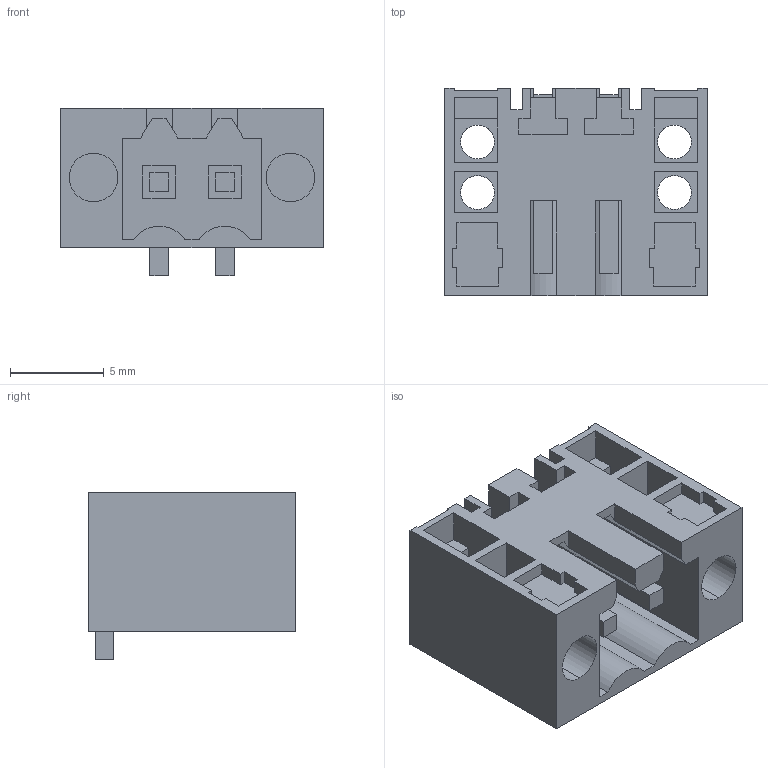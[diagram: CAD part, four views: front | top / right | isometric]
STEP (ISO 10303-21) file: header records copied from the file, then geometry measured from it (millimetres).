
FILE_DESCRIPTION(('CATIA V5 STEP Exchange','CAx-IF Rec.Pracs.--- Model Styling and Organization---1.2---2011-12-15'),'2;1');
FILE_NAME ('D1455633_0_1762002001_1762002001.stp','2018-03-10T06:13:20+00:00',('none'),('Weidmueller'),'CATIA Version 5-6 Release 2014','CATIA V5 STEP AP214','none');
FILE_SCHEMA(('AUTOMOTIVE_DESIGN { 1 0 10303 214 1 1 1 1 }'));
Length unit declared in the file: millimetre
Products named in the file (1): 1762002001
Bounding box: 14 x 11.05 x 8.95 mm (x, y, z)
Volume: 588.3 mm3; surface area: 1464.4 mm2
Topology: 3 solids, 3 shells, 196 faces, 550 edges, 366 vertices
Faces by surface type: plane 178, cylinder 18
Entity records: 5991 total; most frequent: ORIENTED_EDGE 1100, CARTESIAN_POINT 1063, DIRECTION 842, EDGE_CURVE 550, VECTOR 514, LINE 514, VERTEX_POINT 366, EDGE_LOOP 220
